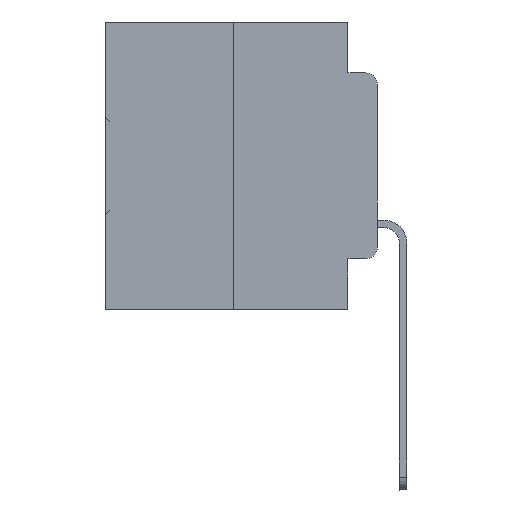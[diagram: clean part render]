
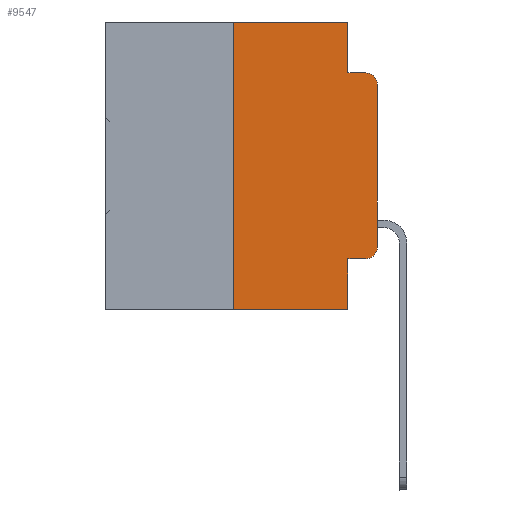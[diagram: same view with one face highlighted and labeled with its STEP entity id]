
A CAD part, left-side view. The second image highlights one B-rep face of the part: STEP entity #9547.
In plain terms, the highlighted planar face has unit normal (-1, 0, 0).
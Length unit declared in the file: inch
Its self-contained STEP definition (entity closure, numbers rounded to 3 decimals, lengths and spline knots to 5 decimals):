
#102 = ORIENTED_EDGE ( 'NONE', *, *, #16201, .T. ) ;
#104 = EDGE_CURVE ( 'NONE', #10473, #6174, #1303, .T. ) ;
#442 = VECTOR ( 'NONE', #28059, 39.37008 ) ;
#687 = DIRECTION ( 'NONE',  ( -1., 0., 0. ) ) ;
#1303 = LINE ( 'NONE', #9336, #442 ) ;
#1810 = VECTOR ( 'NONE', #20446, 39.37008 ) ;
#2504 = CARTESIAN_POINT ( 'NONE',  ( 0., 0.02, -0.4115 ) ) ;
#2806 = VERTEX_POINT ( 'NONE', #30520 ) ;
#3528 = AXIS2_PLACEMENT_3D ( 'NONE', #30632, #16770, #19385 ) ;
#3705 = PLANE ( 'NONE',  #3528 ) ;
#3888 = VECTOR ( 'NONE', #33473, 39.37008 ) ;
#5099 = EDGE_CURVE ( 'NONE', #15218, #17527, #13907, .T. ) ;
#5623 = CARTESIAN_POINT ( 'NONE',  ( 0., 0.02, -0.3915 ) ) ;
#6022 = EDGE_CURVE ( 'NONE', #33670, #8465, #8011, .T. ) ;
#6174 = VERTEX_POINT ( 'NONE', #24695 ) ;
#6664 = CARTESIAN_POINT ( 'NONE',  ( 0., 0.051, 0. ) ) ;
#6899 = VERTEX_POINT ( 'NONE', #28257 ) ;
#7826 = VECTOR ( 'NONE', #18242, 39.37008 ) ;
#7853 = ORIENTED_EDGE ( 'NONE', *, *, #29339, .T. ) ;
#8011 = CIRCLE ( 'NONE', #33277, 0.02 ) ;
#8465 = VERTEX_POINT ( 'NONE', #8564 ) ;
#8564 = CARTESIAN_POINT ( 'NONE',  ( 0., 0., -0.3915 ) ) ;
#8828 = EDGE_CURVE ( 'NONE', #6899, #28157, #24976, .T. ) ;
#9336 = CARTESIAN_POINT ( 'NONE',  ( 0., 0.051, 0. ) ) ;
#9547 = ADVANCED_FACE ( 'NONE', ( #22758 ), #3705, .F. ) ;
#9834 = EDGE_CURVE ( 'NONE', #28157, #14491, #26520, .T. ) ;
#10473 = VERTEX_POINT ( 'NONE', #23922 ) ;
#12666 = CARTESIAN_POINT ( 'NONE',  ( 0., 0.051, -0.0885 ) ) ;
#12915 = CARTESIAN_POINT ( 'NONE',  ( 0., 0.051, -0.0885 ) ) ;
#13643 = EDGE_CURVE ( 'NONE', #14491, #17527, #17025, .T. ) ;
#13803 = CARTESIAN_POINT ( 'NONE',  ( 0., 0.051, -0.4115 ) ) ;
#13892 = VECTOR ( 'NONE', #16622, 39.37008 ) ;
#13907 = CIRCLE ( 'NONE', #23184, 0.02 ) ;
#14491 = VERTEX_POINT ( 'NONE', #12666 ) ;
#15218 = VERTEX_POINT ( 'NONE', #28872 ) ;
#15584 = ORIENTED_EDGE ( 'NONE', *, *, #13643, .F. ) ;
#15603 = DIRECTION ( 'NONE',  ( 0., -1., 0. ) ) ;
#16201 = EDGE_CURVE ( 'NONE', #10473, #33670, #33923, .T. ) ;
#16622 = DIRECTION ( 'NONE',  ( 0., 0., 1. ) ) ;
#16660 = CARTESIAN_POINT ( 'NONE',  ( 0., 0.02, -0.1085 ) ) ;
#16734 = DIRECTION ( 'NONE',  ( 0., -1., 0. ) ) ;
#16770 = DIRECTION ( 'NONE',  ( 1., 0., 0. ) ) ;
#17007 = ORIENTED_EDGE ( 'NONE', *, *, #104, .F. ) ;
#17025 = LINE ( 'NONE', #12915, #18352 ) ;
#17306 = ORIENTED_EDGE ( 'NONE', *, *, #6022, .T. ) ;
#17527 = VERTEX_POINT ( 'NONE', #18079 ) ;
#18029 = VECTOR ( 'NONE', #16734, 39.37008 ) ;
#18079 = CARTESIAN_POINT ( 'NONE',  ( 0., 0.02, -0.0885 ) ) ;
#18126 = VECTOR ( 'NONE', #26146, 39.37008 ) ;
#18242 = DIRECTION ( 'NONE',  ( 0., -1., 0. ) ) ;
#18352 = VECTOR ( 'NONE', #15603, 39.37008 ) ;
#19385 = DIRECTION ( 'NONE',  ( 0., 0., -1. ) ) ;
#20446 = DIRECTION ( 'NONE',  ( 0., 0., 1. ) ) ;
#20757 = CARTESIAN_POINT ( 'NONE',  ( 0., 0.051, 0. ) ) ;
#21884 = LINE ( 'NONE', #32803, #13892 ) ;
#22758 = FACE_OUTER_BOUND ( 'NONE', #30163, .T. ) ;
#23184 = AXIS2_PLACEMENT_3D ( 'NONE', #16660, #687, #24781 ) ;
#23922 = CARTESIAN_POINT ( 'NONE',  ( 0., 0.051, -0.4115 ) ) ;
#23975 = ORIENTED_EDGE ( 'NONE', *, *, #9834, .F. ) ;
#23998 = LINE ( 'NONE', #33786, #1810 ) ;
#24247 = DIRECTION ( 'NONE',  ( 0., 0., -1. ) ) ;
#24357 = DIRECTION ( 'NONE',  ( -1., 0., 0. ) ) ;
#24695 = CARTESIAN_POINT ( 'NONE',  ( 0., 0.051, -0.5 ) ) ;
#24781 = DIRECTION ( 'NONE',  ( 0., 0., -1. ) ) ;
#24976 = LINE ( 'NONE', #25959, #7826 ) ;
#25676 = CARTESIAN_POINT ( 'NONE',  ( 0., 0.473, -0.5 ) ) ;
#25959 = CARTESIAN_POINT ( 'NONE',  ( 0., 0.473, 0. ) ) ;
#26146 = DIRECTION ( 'NONE',  ( 0., -1., 0. ) ) ;
#26520 = LINE ( 'NONE', #6664, #3888 ) ;
#26881 = LINE ( 'NONE', #25676, #18126 ) ;
#28037 = ORIENTED_EDGE ( 'NONE', *, *, #28754, .F. ) ;
#28059 = DIRECTION ( 'NONE',  ( 0., 0., -1. ) ) ;
#28157 = VERTEX_POINT ( 'NONE', #20757 ) ;
#28257 = CARTESIAN_POINT ( 'NONE',  ( 0., 0.25, 0. ) ) ;
#28531 = ORIENTED_EDGE ( 'NONE', *, *, #8828, .F. ) ;
#28620 = EDGE_CURVE ( 'NONE', #8465, #15218, #23998, .T. ) ;
#28754 = EDGE_CURVE ( 'NONE', #2806, #6899, #21884, .T. ) ;
#28872 = CARTESIAN_POINT ( 'NONE',  ( 0., 0., -0.1085 ) ) ;
#29016 = ORIENTED_EDGE ( 'NONE', *, *, #28620, .T. ) ;
#29339 = EDGE_CURVE ( 'NONE', #2806, #6174, #26881, .T. ) ;
#30163 = EDGE_LOOP ( 'NONE', ( #29016, #33641, #15584, #23975, #28531, #28037, #7853, #17007, #102, #17306 ) ) ;
#30520 = CARTESIAN_POINT ( 'NONE',  ( 0., 0.25, -0.5 ) ) ;
#30632 = CARTESIAN_POINT ( 'NONE',  ( 0., 0.473, 0. ) ) ;
#32803 = CARTESIAN_POINT ( 'NONE',  ( 0., 0.25, 0. ) ) ;
#33277 = AXIS2_PLACEMENT_3D ( 'NONE', #5623, #24357, #24247 ) ;
#33473 = DIRECTION ( 'NONE',  ( 0., 0., -1. ) ) ;
#33641 = ORIENTED_EDGE ( 'NONE', *, *, #5099, .T. ) ;
#33670 = VERTEX_POINT ( 'NONE', #2504 ) ;
#33786 = CARTESIAN_POINT ( 'NONE',  ( 0., 0., 0. ) ) ;
#33923 = LINE ( 'NONE', #13803, #18029 ) ;
